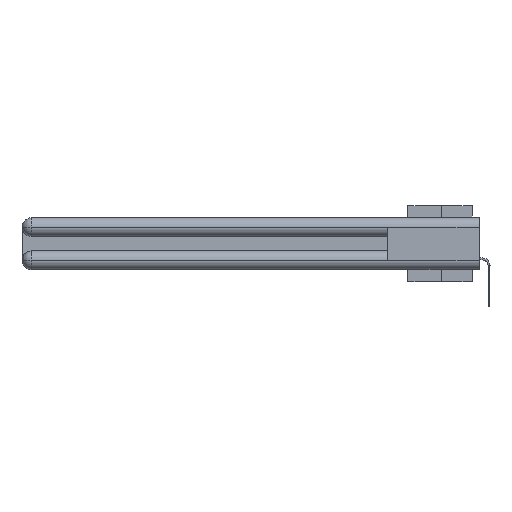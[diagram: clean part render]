
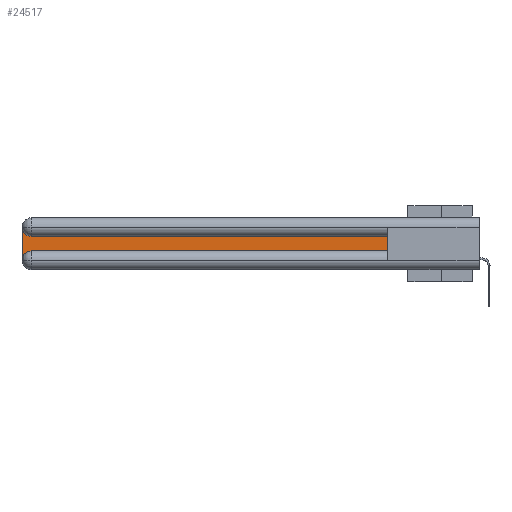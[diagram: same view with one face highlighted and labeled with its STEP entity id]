
A CAD part, left-side view. The second image highlights one B-rep face of the part: STEP entity #24517.
In plain terms, the highlighted planar face has unit normal (-1, 0, 0).
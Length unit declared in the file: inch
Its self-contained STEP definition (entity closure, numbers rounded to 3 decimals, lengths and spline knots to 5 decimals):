
#601 = CARTESIAN_POINT ( 'NONE',  ( 0.075, 0.6, -0.2175 ) ) ;
#929 = CIRCLE ( 'NONE', #35943, 0.06 ) ;
#1663 = DIRECTION ( 'NONE',  ( 0., 0., 1. ) ) ;
#1979 = CIRCLE ( 'NONE', #23491, 0.06 ) ;
#3482 = EDGE_CURVE ( 'NONE', #33168, #30648, #35039, .T. ) ;
#4802 = DIRECTION ( 'NONE',  ( 0., 0., -1. ) ) ;
#5287 = ORIENTED_EDGE ( 'NONE', *, *, #32633, .T. ) ;
#5619 = DIRECTION ( 'NONE',  ( 1., 0., 0. ) ) ;
#7566 = ORIENTED_EDGE ( 'NONE', *, *, #8069, .T. ) ;
#8069 = EDGE_CURVE ( 'NONE', #15295, #28309, #35651, .T. ) ;
#8074 = ORIENTED_EDGE ( 'NONE', *, *, #32897, .T. ) ;
#8720 = CARTESIAN_POINT ( 'NONE',  ( 0.075, 0.6, -0.1225 ) ) ;
#8910 = DIRECTION ( 'NONE',  ( 0., 0., -1. ) ) ;
#9331 = CARTESIAN_POINT ( 'NONE',  ( 0.075, 3., -0.2175 ) ) ;
#10205 = VECTOR ( 'NONE', #21066, 39.37008 ) ;
#11418 = CARTESIAN_POINT ( 'NONE',  ( 0.075, 2.94, -0.2775 ) ) ;
#13381 = DIRECTION ( 'NONE',  ( 1., 0., 0. ) ) ;
#15295 = VERTEX_POINT ( 'NONE', #27569 ) ;
#15977 = PLANE ( 'NONE',  #22989 ) ;
#16112 = CARTESIAN_POINT ( 'NONE',  ( 0.075, 0.6, -0.2175 ) ) ;
#16177 = EDGE_CURVE ( 'NONE', #20708, #33168, #34158, .T. ) ;
#16549 = FACE_OUTER_BOUND ( 'NONE', #27704, .T. ) ;
#18152 = ORIENTED_EDGE ( 'NONE', *, *, #19301, .T. ) ;
#18563 = DIRECTION ( 'NONE',  ( 0., 0., -1. ) ) ;
#19301 = EDGE_CURVE ( 'NONE', #28309, #30941, #929, .T. ) ;
#20463 = DIRECTION ( 'NONE',  ( 0., 1., 0. ) ) ;
#20708 = VERTEX_POINT ( 'NONE', #30594 ) ;
#21066 = DIRECTION ( 'NONE',  ( 0., 0., -1. ) ) ;
#22801 = ORIENTED_EDGE ( 'NONE', *, *, #3482, .T. ) ;
#22989 = AXIS2_PLACEMENT_3D ( 'NONE', #28082, #27503, #4802 ) ;
#23491 = AXIS2_PLACEMENT_3D ( 'NONE', #24905, #13381, #18563 ) ;
#24517 = ADVANCED_FACE ( 'NONE', ( #16549 ), #15977, .F. ) ;
#24905 = CARTESIAN_POINT ( 'NONE',  ( 0.075, 2.94, -0.0625 ) ) ;
#25952 = ORIENTED_EDGE ( 'NONE', *, *, #16177, .T. ) ;
#27503 = DIRECTION ( 'NONE',  ( 1., 0., 0. ) ) ;
#27569 = CARTESIAN_POINT ( 'NONE',  ( 0.075, 3., -0.0625 ) ) ;
#27704 = EDGE_LOOP ( 'NONE', ( #22801, #5287, #7566, #18152, #8074, #25952 ) ) ;
#28082 = CARTESIAN_POINT ( 'NONE',  ( 0.075, 3., -0.1225 ) ) ;
#28108 = CARTESIAN_POINT ( 'NONE',  ( 0.075, 0.6, -0.1225 ) ) ;
#28309 = VERTEX_POINT ( 'NONE', #30033 ) ;
#29844 = LINE ( 'NONE', #601, #36402 ) ;
#30033 = CARTESIAN_POINT ( 'NONE',  ( 0.075, 3., -0.2775 ) ) ;
#30594 = CARTESIAN_POINT ( 'NONE',  ( 0.075, 0.6, -0.2175 ) ) ;
#30648 = VERTEX_POINT ( 'NONE', #32047 ) ;
#30941 = VERTEX_POINT ( 'NONE', #33967 ) ;
#31749 = VECTOR ( 'NONE', #20463, 39.37008 ) ;
#32047 = CARTESIAN_POINT ( 'NONE',  ( 0.075, 2.94, -0.1225 ) ) ;
#32157 = DIRECTION ( 'NONE',  ( 0., -1., 0. ) ) ;
#32633 = EDGE_CURVE ( 'NONE', #30648, #15295, #1979, .T. ) ;
#32897 = EDGE_CURVE ( 'NONE', #30941, #20708, #29844, .T. ) ;
#33168 = VERTEX_POINT ( 'NONE', #28108 ) ;
#33967 = CARTESIAN_POINT ( 'NONE',  ( 0.075, 2.94, -0.2175 ) ) ;
#34158 = LINE ( 'NONE', #16112, #35725 ) ;
#35039 = LINE ( 'NONE', #8720, #31749 ) ;
#35651 = LINE ( 'NONE', #9331, #10205 ) ;
#35725 = VECTOR ( 'NONE', #1663, 39.37008 ) ;
#35943 = AXIS2_PLACEMENT_3D ( 'NONE', #11418, #5619, #8910 ) ;
#36402 = VECTOR ( 'NONE', #32157, 39.37008 ) ;
